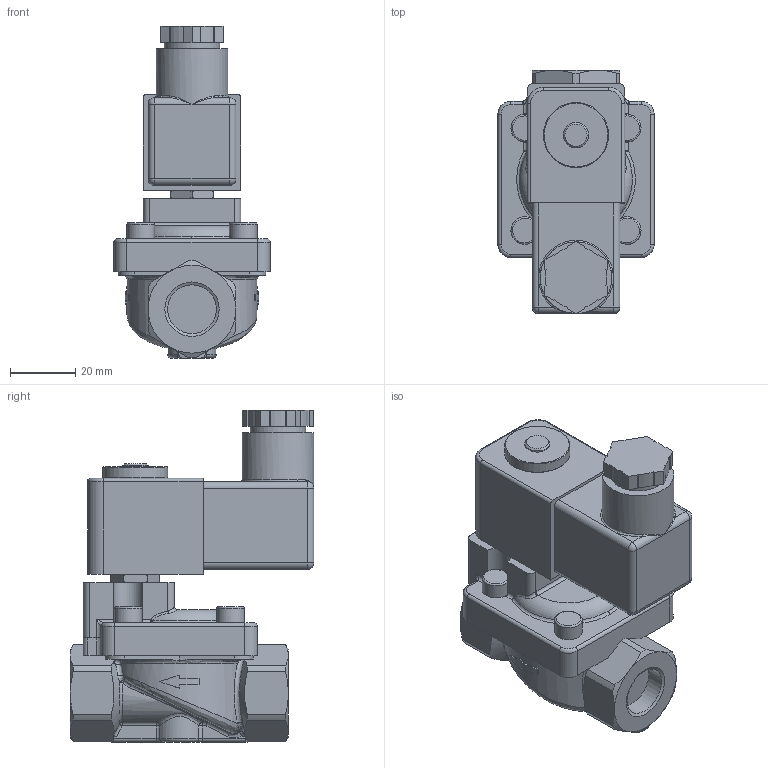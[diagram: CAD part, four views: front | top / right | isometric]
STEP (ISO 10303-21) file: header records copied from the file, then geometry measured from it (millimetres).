
FILE_DESCRIPTION(/* description */ ('3D Modell'),/* implementation_level */ '2;1');
FILE_NAME(/* name */ '040.001816_D4022-1001-.182.stp',/* time_stamp */ '2019-08-26T10:51:57+02:00',/* author */ ('EFast'),/* organization */ (''),/* preprocessor_version */ 'ST-DEVELOPER v16.1',/* originating_system */ 'Autodesk Inventor 2016',/* authorisation */ '');
FILE_SCHEMA (('AUTOMOTIVE_DESIGN { 1 0 10303 214 3 1 1 }'));
Length unit declared in the file: millimetre
Products named in the file (1): 90-013387
Bounding box: 48 x 74.8 x 102 mm (x, y, z)
Volume: 143511.8 mm3; surface area: 25934.3 mm2
Topology: 1 solids, 1 shells, 356 faces, 906 edges, 553 vertices
Faces by surface type: plane 125, cylinder 100, bspline 54, cone 41, torus 24, sphere 12
Full cylindrical faces by diameter (mm): 3.242 x2, 7.8 x1, 8.5 x4, 14.95 x2, 17 x1, 20 x1, 22 x1
Entity records: 12456 total; most frequent: CARTESIAN_POINT 4520, ORIENTED_EDGE 1710, DIRECTION 1557, EDGE_CURVE 855, AXIS2_PLACEMENT_3D 607, VERTEX_POINT 543, EDGE_LOOP 398, FACE_OUTER_BOUND 356
